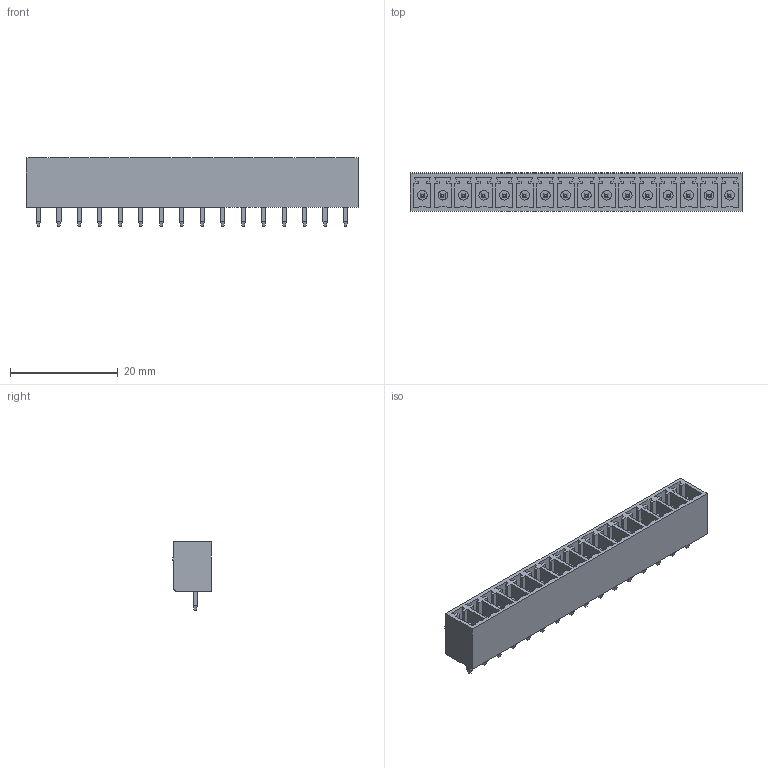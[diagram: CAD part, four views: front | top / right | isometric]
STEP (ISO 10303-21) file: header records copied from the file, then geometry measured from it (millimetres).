
FILE_DESCRIPTION(('FreeCAD Model'),'2;1');
FILE_NAME('Open CASCADE Shape Model','2024-11-11T14:58:01',(''),(''), 'Open CASCADE STEP processor 7.6','FreeCAD','Unknown');
FILE_SCHEMA(('AUTOMOTIVE_DESIGN { 1 0 10303 214 1 1 1 1 }'));
Length unit declared in the file: millimetre
Products named in the file (1): CUI_DEVICES_TBP02R2-381-16BE
Bounding box: 61.75 x 7.2 x 12.7 mm (x, y, z)
Volume: 2329.2 mm3; surface area: 4798.1 mm2
Topology: 1 solids, 1 shells, 619 faces, 1531 edges, 978 vertices
Faces by surface type: plane 537, cylinder 82
Entity records: 22271 total; most frequent: CARTESIAN_POINT 3129, ORIENTED_EDGE 3062, DIRECTION 2935, EDGE_CURVE 1531, LINE 1367, VECTOR 1367, VERTEX_POINT 978, AXIS2_PLACEMENT_3D 784
